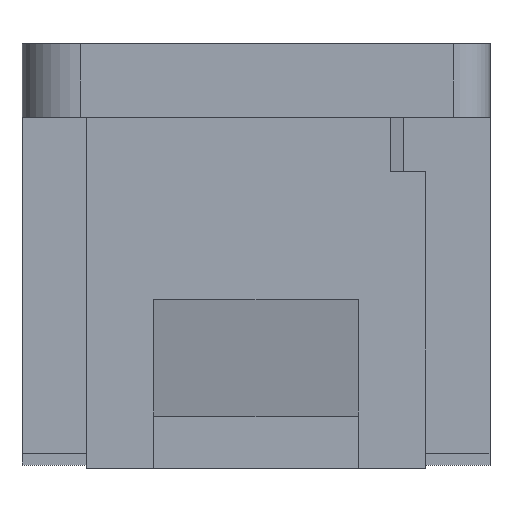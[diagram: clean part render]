
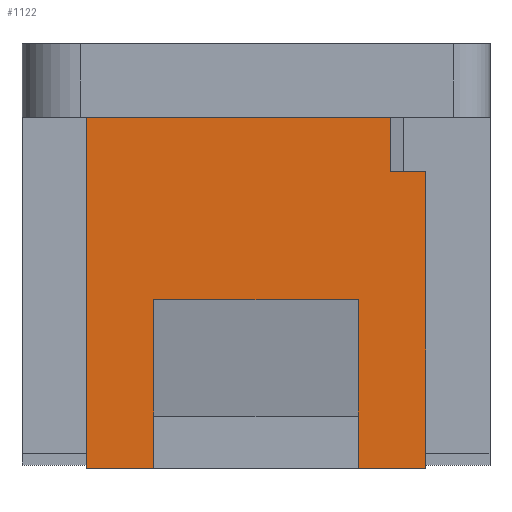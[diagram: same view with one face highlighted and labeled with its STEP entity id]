
A CAD part, front view. The second image highlights one B-rep face of the part: STEP entity #1122.
In plain terms, the highlighted planar face has unit normal (0, -1, 0).
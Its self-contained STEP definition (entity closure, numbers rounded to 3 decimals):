
#91=PLANE('',#1205);
#145=FACE_OUTER_BOUND('',#201,.T.);
#201=EDGE_LOOP('',(#940,#941,#942,#943,#944,#945,#946,#947,#948,#949));
#300=LINE('',#1667,#445);
#304=LINE('',#1675,#449);
#311=LINE('',#1688,#456);
#320=LINE('',#1705,#465);
#322=LINE('',#1709,#467);
#323=LINE('',#1711,#468);
#324=LINE('',#1713,#469);
#325=LINE('',#1715,#470);
#326=LINE('',#1717,#471);
#327=LINE('',#1718,#472);
#445=VECTOR('',#1360,10.);
#449=VECTOR('',#1366,10.);
#456=VECTOR('',#1375,10.);
#465=VECTOR('',#1390,10.);
#467=VECTOR('',#1394,10.);
#468=VECTOR('',#1395,10.);
#469=VECTOR('',#1396,10.);
#470=VECTOR('',#1397,10.);
#471=VECTOR('',#1398,10.);
#472=VECTOR('',#1399,10.);
#591=VERTEX_POINT('',#1664);
#592=VERTEX_POINT('',#1666);
#595=VERTEX_POINT('',#1674);
#600=VERTEX_POINT('',#1686);
#605=VERTEX_POINT('',#1704);
#606=VERTEX_POINT('',#1708);
#607=VERTEX_POINT('',#1710);
#608=VERTEX_POINT('',#1712);
#609=VERTEX_POINT('',#1714);
#610=VERTEX_POINT('',#1716);
#710=EDGE_CURVE('',#592,#591,#300,.T.);
#714=EDGE_CURVE('',#595,#592,#304,.T.);
#721=EDGE_CURVE('',#600,#591,#311,.T.);
#730=EDGE_CURVE('',#605,#595,#320,.T.);
#732=EDGE_CURVE('',#606,#600,#322,.T.);
#733=EDGE_CURVE('',#606,#607,#323,.T.);
#734=EDGE_CURVE('',#607,#608,#324,.T.);
#735=EDGE_CURVE('',#608,#609,#325,.T.);
#736=EDGE_CURVE('',#609,#610,#326,.T.);
#737=EDGE_CURVE('',#610,#605,#327,.T.);
#940=ORIENTED_EDGE('',*,*,#710,.T.);
#941=ORIENTED_EDGE('',*,*,#721,.F.);
#942=ORIENTED_EDGE('',*,*,#732,.F.);
#943=ORIENTED_EDGE('',*,*,#733,.T.);
#944=ORIENTED_EDGE('',*,*,#734,.T.);
#945=ORIENTED_EDGE('',*,*,#735,.T.);
#946=ORIENTED_EDGE('',*,*,#736,.T.);
#947=ORIENTED_EDGE('',*,*,#737,.T.);
#948=ORIENTED_EDGE('',*,*,#730,.T.);
#949=ORIENTED_EDGE('',*,*,#714,.T.);
#1122=ADVANCED_FACE('',(#145),#91,.T.);
#1205=AXIS2_PLACEMENT_3D('',#1707,#1392,#1393);
#1360=DIRECTION('',(0.,0.,1.));
#1366=DIRECTION('',(-1.,0.,0.));
#1375=DIRECTION('',(1.,0.,0.));
#1390=DIRECTION('',(0.,0.,1.));
#1392=DIRECTION('center_axis',(0.,-1.,0.));
#1393=DIRECTION('ref_axis',(1.,0.,0.));
#1394=DIRECTION('',(0.,0.,1.));
#1395=DIRECTION('',(1.,0.,0.));
#1396=DIRECTION('',(0.,0.,1.));
#1397=DIRECTION('',(1.,0.,0.));
#1398=DIRECTION('',(0.,0.,-1.));
#1399=DIRECTION('',(1.,0.,0.));
#1664=CARTESIAN_POINT('',(9.171,0.,24.));
#1666=CARTESIAN_POINT('',(9.171,0.,20.25));
#1667=CARTESIAN_POINT('',(9.171,0.,12.));
#1674=CARTESIAN_POINT('',(11.6,0.,20.25));
#1675=CARTESIAN_POINT('',(0.2,0.,20.25));
#1686=CARTESIAN_POINT('',(-11.6,0.,24.));
#1688=CARTESIAN_POINT('',(-11.6,0.,24.));
#1704=CARTESIAN_POINT('',(11.6,0.,0.));
#1705=CARTESIAN_POINT('',(11.6,0.,0.));
#1707=CARTESIAN_POINT('Origin',(-11.6,0.,0.));
#1708=CARTESIAN_POINT('',(-11.6,0.,0.));
#1709=CARTESIAN_POINT('',(-11.6,0.,0.));
#1710=CARTESIAN_POINT('',(-7.,0.,0.));
#1711=CARTESIAN_POINT('',(-11.6,0.,0.));
#1712=CARTESIAN_POINT('',(-7.,0.,11.5));
#1713=CARTESIAN_POINT('',(-7.,0.,2.875));
#1714=CARTESIAN_POINT('',(7.,0.,11.5));
#1715=CARTESIAN_POINT('',(-5.8,0.,11.5));
#1716=CARTESIAN_POINT('',(7.,0.,0.));
#1717=CARTESIAN_POINT('',(7.,0.,2.875));
#1718=CARTESIAN_POINT('',(-11.6,0.,0.));
